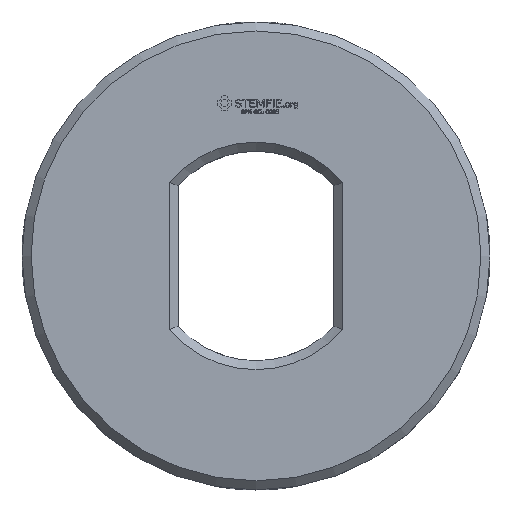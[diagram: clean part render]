
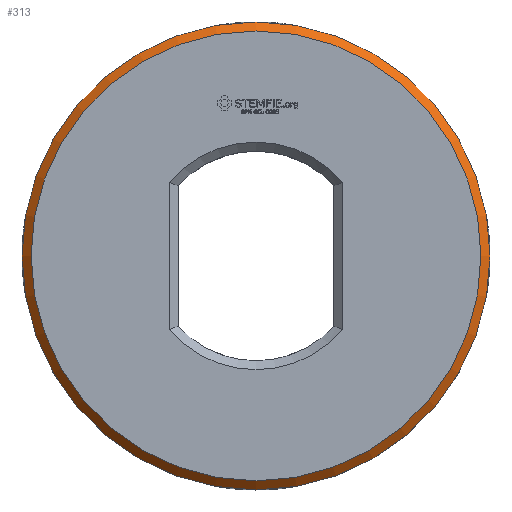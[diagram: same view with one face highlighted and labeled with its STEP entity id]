
A CAD part, top view. The second image highlights one B-rep face of the part: STEP entity #313.
In plain terms, the highlighted conical face has half-angle 45 degrees and reference radius 7.812 mm.
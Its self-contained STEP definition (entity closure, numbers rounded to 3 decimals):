
#78 = VERTEX_POINT('',#79);
#79 = CARTESIAN_POINT('',(7.813,0.,2.825));
#85 = EDGE_CURVE('',#78,#78,#86,.T.);
#86 = CIRCLE('',#87,7.813);
#87 = AXIS2_PLACEMENT_3D('',#88,#89,#90);
#88 = CARTESIAN_POINT('',(0.,0.,2.825));
#89 = DIRECTION('',(0.,0.,1.));
#90 = DIRECTION('',(1.,0.,0.));
#313 = ADVANCED_FACE('',(#314),#333,.T.);
#314 = FACE_BOUND('',#315,.T.);
#315 = EDGE_LOOP('',(#316,#324,#325,#326));
#316 = ORIENTED_EDGE('',*,*,#317,.F.);
#317 = EDGE_CURVE('',#78,#318,#320,.T.);
#318 = VERTEX_POINT('',#319);
#319 = CARTESIAN_POINT('',(7.513,0.,3.125));
#320 = LINE('',#321,#322);
#321 = CARTESIAN_POINT('',(7.813,0.,2.825));
#322 = VECTOR('',#323,1.);
#323 = DIRECTION('',(-0.707,0.,0.707));
#324 = ORIENTED_EDGE('',*,*,#85,.T.);
#325 = ORIENTED_EDGE('',*,*,#317,.T.);
#326 = ORIENTED_EDGE('',*,*,#327,.F.);
#327 = EDGE_CURVE('',#318,#318,#328,.T.);
#328 = CIRCLE('',#329,7.513);
#329 = AXIS2_PLACEMENT_3D('',#330,#331,#332);
#330 = CARTESIAN_POINT('',(0.,0.,3.125));
#331 = DIRECTION('',(0.,0.,1.));
#332 = DIRECTION('',(1.,0.,0.));
#333 = CONICAL_SURFACE('',#334,7.813,0.785);
#334 = AXIS2_PLACEMENT_3D('',#335,#336,#337);
#335 = CARTESIAN_POINT('',(0.,0.,2.825));
#336 = DIRECTION('',(-0.,-0.,-1.));
#337 = DIRECTION('',(1.,0.,0.));
